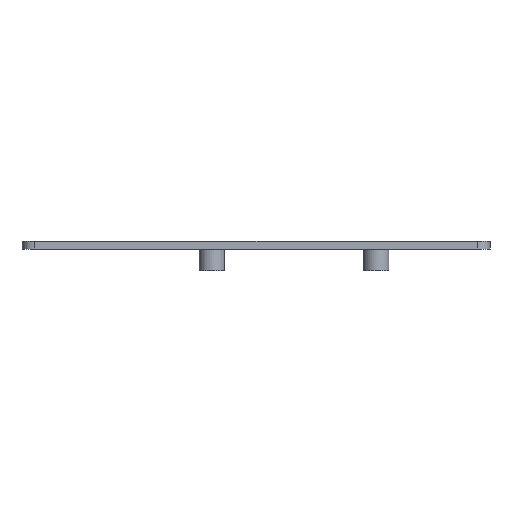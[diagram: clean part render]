
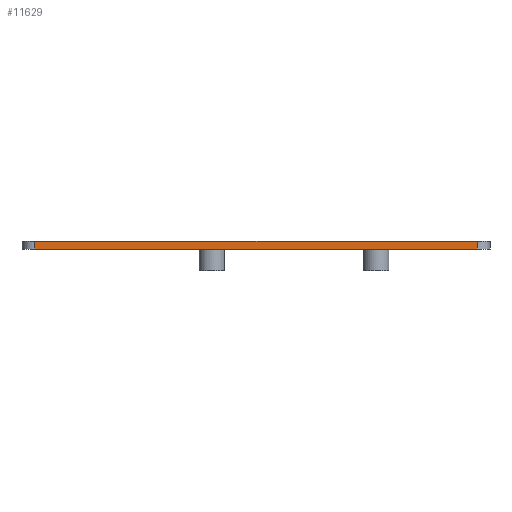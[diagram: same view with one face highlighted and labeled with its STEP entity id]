
A CAD part, left-side view. The second image highlights one B-rep face of the part: STEP entity #11629.
In plain terms, the highlighted planar face has unit normal (-1, 0, 0).
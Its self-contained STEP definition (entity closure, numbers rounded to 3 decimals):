
#1324=PLANE('',#11993);
#1934=FACE_OUTER_BOUND('',#2625,.T.);
#2625=EDGE_LOOP('',(#10851,#10852,#10853,#10854));
#2966=LINE('',#15387,#3968);
#3727=LINE('',#22473,#4729);
#3728=LINE('',#22476,#4730);
#3729=LINE('',#22477,#4731);
#3968=VECTOR('',#12391,10.);
#4729=VECTOR('',#13664,10.);
#4730=VECTOR('',#13667,10.);
#4731=VECTOR('',#13668,10.);
#4977=VERTEX_POINT('',#15383);
#4979=VERTEX_POINT('',#15386);
#5868=VERTEX_POINT('',#22471);
#5869=VERTEX_POINT('',#22475);
#6226=EDGE_CURVE('',#4977,#4979,#2966,.T.);
#7548=EDGE_CURVE('',#5868,#4977,#3727,.T.);
#7549=EDGE_CURVE('',#5869,#5868,#3728,.T.);
#7550=EDGE_CURVE('',#4979,#5869,#3729,.T.);
#10851=ORIENTED_EDGE('',*,*,#7548,.F.);
#10852=ORIENTED_EDGE('',*,*,#7549,.F.);
#10853=ORIENTED_EDGE('',*,*,#7550,.F.);
#10854=ORIENTED_EDGE('',*,*,#6226,.F.);
#11629=ADVANCED_FACE('',(#1934),#1324,.T.);
#11993=AXIS2_PLACEMENT_3D('',#22474,#13665,#13666);
#12391=DIRECTION('',(0.,-1.,0.));
#13664=DIRECTION('',(0.,0.,1.));
#13665=DIRECTION('center_axis',(-1.,0.,0.));
#13666=DIRECTION('ref_axis',(0.,-1.,0.));
#13667=DIRECTION('',(0.,1.,0.));
#13668=DIRECTION('',(0.,0.,-1.));
#15383=CARTESIAN_POINT('',(-92.,87.5,3.));
#15386=CARTESIAN_POINT('',(-92.,-87.5,3.));
#15387=CARTESIAN_POINT('',(-92.,-92.5,3.));
#22471=CARTESIAN_POINT('',(-92.,87.5,0.));
#22473=CARTESIAN_POINT('',(-92.,87.5,0.));
#22474=CARTESIAN_POINT('Origin',(-92.,92.5,0.));
#22475=CARTESIAN_POINT('',(-92.,-87.5,0.));
#22476=CARTESIAN_POINT('',(-92.,-92.5,0.));
#22477=CARTESIAN_POINT('',(-92.,-87.5,0.));
